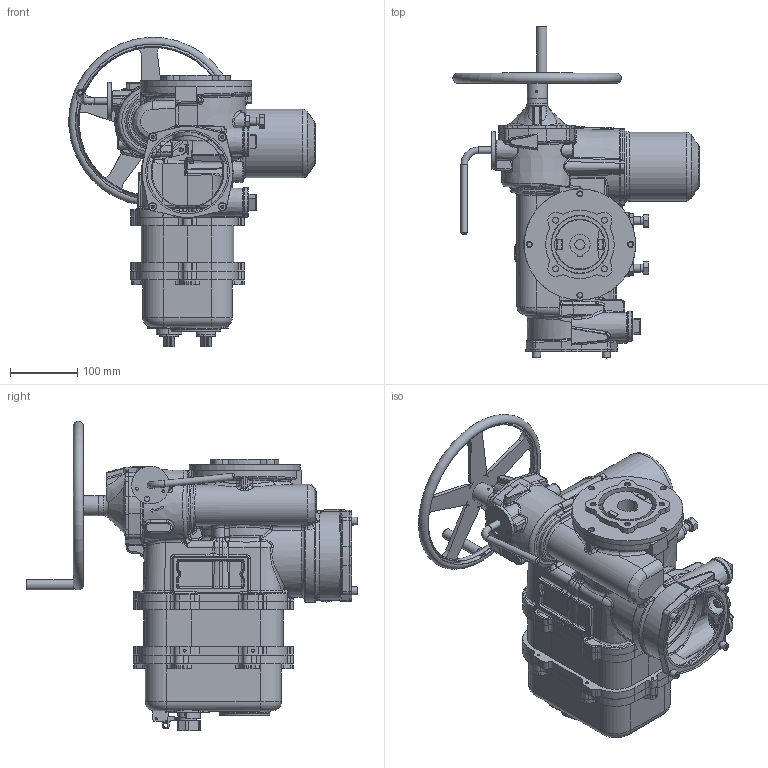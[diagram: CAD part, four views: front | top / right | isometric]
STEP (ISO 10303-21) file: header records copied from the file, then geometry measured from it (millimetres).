
FILE_DESCRIPTION(/* description */ ('Unknown'),/* implementation_level */ '2;1');
FILE_NAME(/* name */ 'Q450',/* time_stamp */ '2020-04-23T12:42:41+05:00',/* author */ ('Unknown'),/* organization */ ('Unknown'),/* preprocessor_version */ 'ST-DEVELOPER v16.7',/* originating_system */ 'DEX',/* authorisation */ $);
FILE_SCHEMA (('AUTOMOTIVE_DESIGN {1 0 10303 214 3 1 1}'));
Length unit declared in the file: millimetre
Products named in the file (1): Q450
Bounding box: 364.87 x 492.21 x 458.45 mm (x, y, z)
Volume: 14049.3 mm3; surface area: 751010.4 mm2
Topology: 2 solids, 57 shells, 2246 faces, 6700 edges, 4496 vertices
Faces by surface type: plane 856, cylinder 759, bspline 463, torus 78, cone 66, sphere 24
Full cylindrical faces by diameter (mm): 2 x2, 3 x4, 3.5 x4, 3.6 x1, 3.98 x1, 4 x8, 4.134 x36, 4.5 x6, 5.2 x3, 5.5 x19, 6 x5, 6.647 x8, 7.5 x1, 8 x1, 8.647 x8, 9 x4, 9.525 x1, 10 x2, 12 x4, 15 x2, 30 x2, 41 x4, 44 x2, 45 x1, 53 x1, 54 x1, 55 x1, 56 x1, 70 x2, 73.998 x1
Entity records: 109963 total; most frequent: CARTESIAN_POINT 44822, ORIENTED_EDGE 11445, DIRECTION 9758, EDGE_CURVE 6404, VERTEX_POINT 4407, AXIS2_PLACEMENT_3D 3289, LINE 3180, VECTOR 3180
